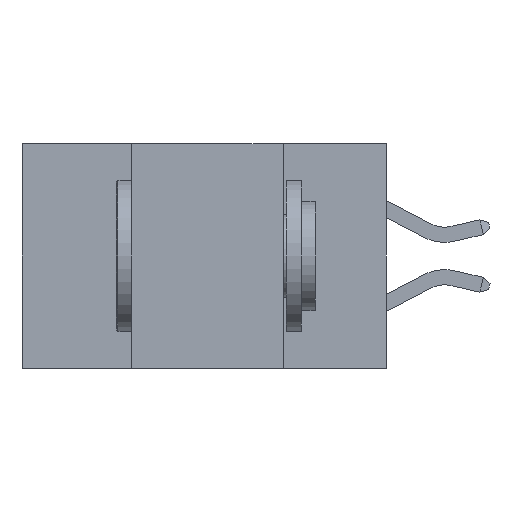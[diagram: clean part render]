
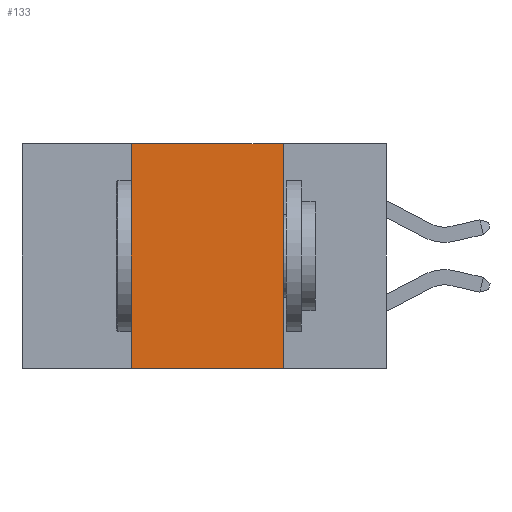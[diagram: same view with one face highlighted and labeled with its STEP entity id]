
A CAD part, left-side view. The second image highlights one B-rep face of the part: STEP entity #133.
In plain terms, the highlighted planar face has unit normal (-1, 0, 0).
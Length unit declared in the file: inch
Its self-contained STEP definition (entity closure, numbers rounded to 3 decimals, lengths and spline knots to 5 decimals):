
#133 = ADVANCED_FACE ( 'NONE', ( #10560 ), #4953, .F. ) ;
#593 = ORIENTED_EDGE ( 'NONE', *, *, #6047, .F. ) ;
#1420 = VERTEX_POINT ( 'NONE', #9527 ) ;
#1565 = VERTEX_POINT ( 'NONE', #7434 ) ;
#2818 = CARTESIAN_POINT ( 'NONE',  ( 0., 0.6, 0. ) ) ;
#3147 = DIRECTION ( 'NONE',  ( 0., 0., -1. ) ) ;
#3149 = LINE ( 'NONE', #10660, #10534 ) ;
#3356 = CARTESIAN_POINT ( 'NONE',  ( 0., 0.6, -0.37 ) ) ;
#3413 = ORIENTED_EDGE ( 'NONE', *, *, #6465, .T. ) ;
#4626 = CARTESIAN_POINT ( 'NONE',  ( 0., 0.17, 0. ) ) ;
#4693 = DIRECTION ( 'NONE',  ( 0., -1., 0. ) ) ;
#4953 = PLANE ( 'NONE',  #9665 ) ;
#4988 = LINE ( 'NONE', #3356, #7249 ) ;
#5094 = DIRECTION ( 'NONE',  ( 0., 0., 1. ) ) ;
#5183 = DIRECTION ( 'NONE',  ( 0., -1., 0. ) ) ;
#5462 = DIRECTION ( 'NONE',  ( 1., 0., 0. ) ) ;
#5800 = CARTESIAN_POINT ( 'NONE',  ( 0., 0.6, 0. ) ) ;
#6047 = EDGE_CURVE ( 'NONE', #11344, #7417, #11469, .T. ) ;
#6324 = VECTOR ( 'NONE', #8928, 39.37008 ) ;
#6393 = EDGE_CURVE ( 'NONE', #1565, #11344, #3149, .T. ) ;
#6465 = EDGE_CURVE ( 'NONE', #1565, #1420, #4988, .T. ) ;
#6644 = VECTOR ( 'NONE', #4693, 39.37008 ) ;
#6900 = ORIENTED_EDGE ( 'NONE', *, *, #6393, .F. ) ;
#7054 = EDGE_CURVE ( 'NONE', #7417, #1420, #11440, .T. ) ;
#7249 = VECTOR ( 'NONE', #5183, 39.37008 ) ;
#7417 = VERTEX_POINT ( 'NONE', #4626 ) ;
#7434 = CARTESIAN_POINT ( 'NONE',  ( 0., 0.42, -0.37 ) ) ;
#7985 = CARTESIAN_POINT ( 'NONE',  ( 0., 0.17, -0.37 ) ) ;
#8928 = DIRECTION ( 'NONE',  ( 0., 0., -1. ) ) ;
#9527 = CARTESIAN_POINT ( 'NONE',  ( 0., 0.17, -0.37 ) ) ;
#9665 = AXIS2_PLACEMENT_3D ( 'NONE', #5800, #5462, #3147 ) ;
#10475 = ORIENTED_EDGE ( 'NONE', *, *, #7054, .F. ) ;
#10534 = VECTOR ( 'NONE', #5094, 39.37008 ) ;
#10560 = FACE_OUTER_BOUND ( 'NONE', #11989, .T. ) ;
#10660 = CARTESIAN_POINT ( 'NONE',  ( 0., 0.42, -0.37 ) ) ;
#11344 = VERTEX_POINT ( 'NONE', #11686 ) ;
#11440 = LINE ( 'NONE', #7985, #6324 ) ;
#11469 = LINE ( 'NONE', #2818, #6644 ) ;
#11686 = CARTESIAN_POINT ( 'NONE',  ( 0., 0.42, 0. ) ) ;
#11989 = EDGE_LOOP ( 'NONE', ( #10475, #593, #6900, #3413 ) ) ;
